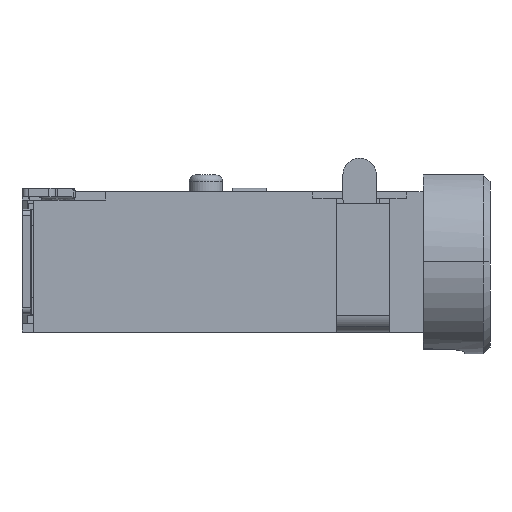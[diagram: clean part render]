
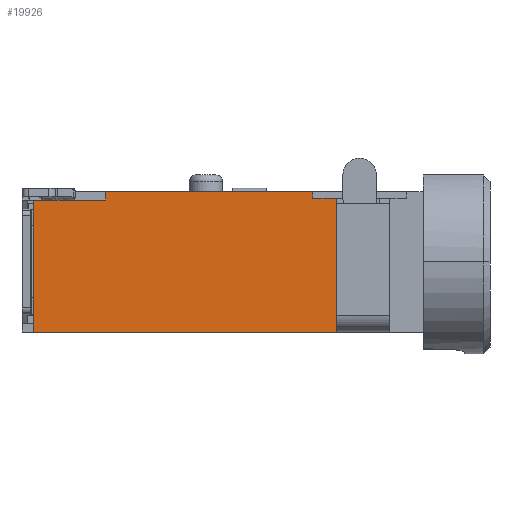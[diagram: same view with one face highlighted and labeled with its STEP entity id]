
A CAD part, front view. The second image highlights one B-rep face of the part: STEP entity #19926.
In plain terms, the highlighted planar face has unit normal (0, -1, 0).
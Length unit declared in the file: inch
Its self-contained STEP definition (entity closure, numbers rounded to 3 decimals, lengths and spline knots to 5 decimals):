
#71 = PLANE ( 'NONE',  #23454 ) ;
#926 = CARTESIAN_POINT ( 'NONE',  ( 0.37008, 0., 0.15748 ) ) ;
#1359 = ORIENTED_EDGE ( 'NONE', *, *, #24171, .T. ) ;
#1403 = VERTEX_POINT ( 'NONE', #4603 ) ;
#1506 = CARTESIAN_POINT ( 'NONE',  ( 0.37008, 0., 0.15748 ) ) ;
#1534 = VECTOR ( 'NONE', #18994, 39.37008 ) ;
#2388 = ORIENTED_EDGE ( 'NONE', *, *, #14325, .T. ) ;
#2692 = CARTESIAN_POINT ( 'NONE',  ( 0.34252, 0., 0.15748 ) ) ;
#3001 = DIRECTION ( 'NONE',  ( -1., 0., 0. ) ) ;
#3297 = CARTESIAN_POINT ( 'NONE',  ( 0.09843, 0., 0.16535 ) ) ;
#3425 = CARTESIAN_POINT ( 'NONE',  ( 0.01378, 0., 0. ) ) ;
#3757 = VERTEX_POINT ( 'NONE', #15364 ) ;
#3761 = CARTESIAN_POINT ( 'NONE',  ( 0.34252, 0., 0.15748 ) ) ;
#3979 = CARTESIAN_POINT ( 'NONE',  ( 0.01378, 0., 0. ) ) ;
#4603 = CARTESIAN_POINT ( 'NONE',  ( 0.37008, 0., 0. ) ) ;
#4704 = VERTEX_POINT ( 'NONE', #6928 ) ;
#5476 = EDGE_CURVE ( 'NONE', #4704, #11910, #23937, .T. ) ;
#5575 = VECTOR ( 'NONE', #27100, 39.37008 ) ;
#5602 = LINE ( 'NONE', #3425, #22992 ) ;
#6010 = ORIENTED_EDGE ( 'NONE', *, *, #25147, .F. ) ;
#6841 = VECTOR ( 'NONE', #19349, 39.37008 ) ;
#6928 = CARTESIAN_POINT ( 'NONE',  ( 0.34252, 0., 0.16535 ) ) ;
#7956 = DIRECTION ( 'NONE',  ( -1., 0., 0. ) ) ;
#8766 = CARTESIAN_POINT ( 'NONE',  ( 0.34252, 0., 0.16535 ) ) ;
#8796 = VERTEX_POINT ( 'NONE', #9585 ) ;
#9585 = CARTESIAN_POINT ( 'NONE',  ( 0.37008, 0., 0.15748 ) ) ;
#9742 = ORIENTED_EDGE ( 'NONE', *, *, #5476, .T. ) ;
#10367 = LINE ( 'NONE', #18744, #5575 ) ;
#10405 = FACE_OUTER_BOUND ( 'NONE', #17022, .T. ) ;
#10490 = EDGE_CURVE ( 'NONE', #11910, #3757, #21054, .T. ) ;
#10816 = ORIENTED_EDGE ( 'NONE', *, *, #12230, .T. ) ;
#10850 = VERTEX_POINT ( 'NONE', #2692 ) ;
#11910 = VERTEX_POINT ( 'NONE', #3297 ) ;
#12160 = VECTOR ( 'NONE', #13508, 39.37008 ) ;
#12230 = EDGE_CURVE ( 'NONE', #10850, #4704, #22628, .T. ) ;
#12547 = LINE ( 'NONE', #25297, #20016 ) ;
#13508 = DIRECTION ( 'NONE',  ( -1., 0., 0. ) ) ;
#14052 = DIRECTION ( 'NONE',  ( 1., 0., 0. ) ) ;
#14325 = EDGE_CURVE ( 'NONE', #24813, #1403, #5602, .T. ) ;
#14337 = VECTOR ( 'NONE', #18653, 39.37008 ) ;
#14397 = VERTEX_POINT ( 'NONE', #25422 ) ;
#15364 = CARTESIAN_POINT ( 'NONE',  ( 0.09843, 0., 0.15551 ) ) ;
#16620 = VECTOR ( 'NONE', #3001, 39.37008 ) ;
#16897 = EDGE_CURVE ( 'NONE', #14397, #24813, #10367, .T. ) ;
#17022 = EDGE_LOOP ( 'NONE', ( #17155, #25074, #2388, #6010, #1359, #10816, #9742, #19273 ) ) ;
#17155 = ORIENTED_EDGE ( 'NONE', *, *, #23979, .T. ) ;
#18653 = DIRECTION ( 'NONE',  ( 0., 0., 1. ) ) ;
#18744 = CARTESIAN_POINT ( 'NONE',  ( 0.01378, 0., 0.15551 ) ) ;
#18994 = DIRECTION ( 'NONE',  ( 0., 0., -1. ) ) ;
#19273 = ORIENTED_EDGE ( 'NONE', *, *, #10490, .T. ) ;
#19349 = DIRECTION ( 'NONE',  ( 0., 0., -1. ) ) ;
#19926 = ADVANCED_FACE ( 'NONE', ( #10405 ), #71, .T. ) ;
#20016 = VECTOR ( 'NONE', #7956, 39.37008 ) ;
#21054 = LINE ( 'NONE', #25438, #1534 ) ;
#21788 = DIRECTION ( 'NONE',  ( 0., 0., -1. ) ) ;
#21820 = LINE ( 'NONE', #926, #6841 ) ;
#22628 = LINE ( 'NONE', #3761, #14337 ) ;
#22992 = VECTOR ( 'NONE', #14052, 39.37008 ) ;
#23454 = AXIS2_PLACEMENT_3D ( 'NONE', #25777, #23460, #21788 ) ;
#23460 = DIRECTION ( 'NONE',  ( 0., -1., 0. ) ) ;
#23937 = LINE ( 'NONE', #8766, #16620 ) ;
#23979 = EDGE_CURVE ( 'NONE', #3757, #14397, #12547, .T. ) ;
#24171 = EDGE_CURVE ( 'NONE', #8796, #10850, #24363, .T. ) ;
#24363 = LINE ( 'NONE', #1506, #12160 ) ;
#24813 = VERTEX_POINT ( 'NONE', #3979 ) ;
#25074 = ORIENTED_EDGE ( 'NONE', *, *, #16897, .T. ) ;
#25147 = EDGE_CURVE ( 'NONE', #8796, #1403, #21820, .T. ) ;
#25297 = CARTESIAN_POINT ( 'NONE',  ( 0.09843, 0., 0.15551 ) ) ;
#25422 = CARTESIAN_POINT ( 'NONE',  ( 0.01378, 0., 0.15551 ) ) ;
#25438 = CARTESIAN_POINT ( 'NONE',  ( 0.09843, 0., 0.16535 ) ) ;
#25777 = CARTESIAN_POINT ( 'NONE',  ( 0.37008, 0., 0. ) ) ;
#27100 = DIRECTION ( 'NONE',  ( 0., 0., -1. ) ) ;
